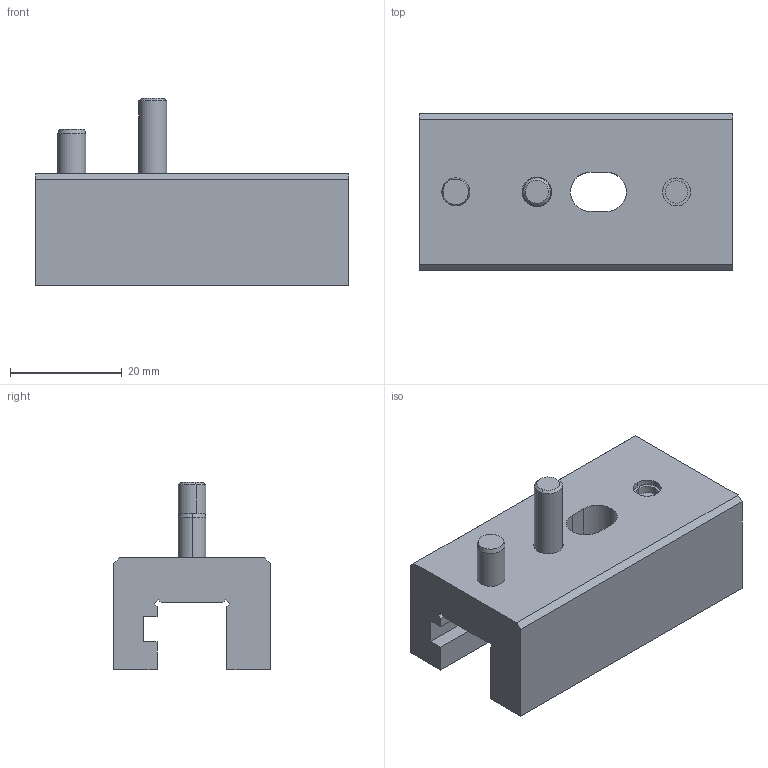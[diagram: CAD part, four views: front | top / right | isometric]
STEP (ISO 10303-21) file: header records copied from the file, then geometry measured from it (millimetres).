
FILE_DESCRIPTION (( 'STEP AP214' ), '1' );
FILE_NAME ('MB122056.STEP', '2015-11-02T13:32:28', ( '' ), ( '' ), 'SwSTEP 2.0', 'SolidWorks 2015', '' );
FILE_SCHEMA (( 'AUTOMOTIVE_DESIGN' ));
Length unit declared in the file: millimetre
Products named in the file (8): 9RI100805; 3IMAN8X4X3; 1PCI6325512_Parallel Pin ISO 8734 - 5 x 12 - A - St; 1DIN912516_DIN 912 M5 x 16 --- 16C; 3TETON; RI100805; MB122056; 9MB122056
Assembly tree (7 placements, depth 3):
  MB122056
    9MB122056
    RI100805
      9RI100805
      3IMAN8X4X3
      3TETON
    1DIN912516_DIN 912 M5 x 16 --- 16C
    1PCI6325512_Parallel Pin ISO 8734 - 5 x 12 - A - St
Bounding box: 56 x 28 x 33.5 mm (x, y, z)
Volume: 21802.9 mm3; surface area: 9841 mm2
Topology: 6 solids, 6 shells, 114 faces, 255 edges, 158 vertices
Faces by surface type: plane 53, cylinder 37, cone 18, torus 6
Entity records: 3513 total; most frequent: DIRECTION 607, CARTESIAN_POINT 534, ORIENTED_EDGE 502, EDGE_CURVE 251, AXIS2_PLACEMENT_3D 231, VERTEX_POINT 158, VECTOR 145, LINE 145
